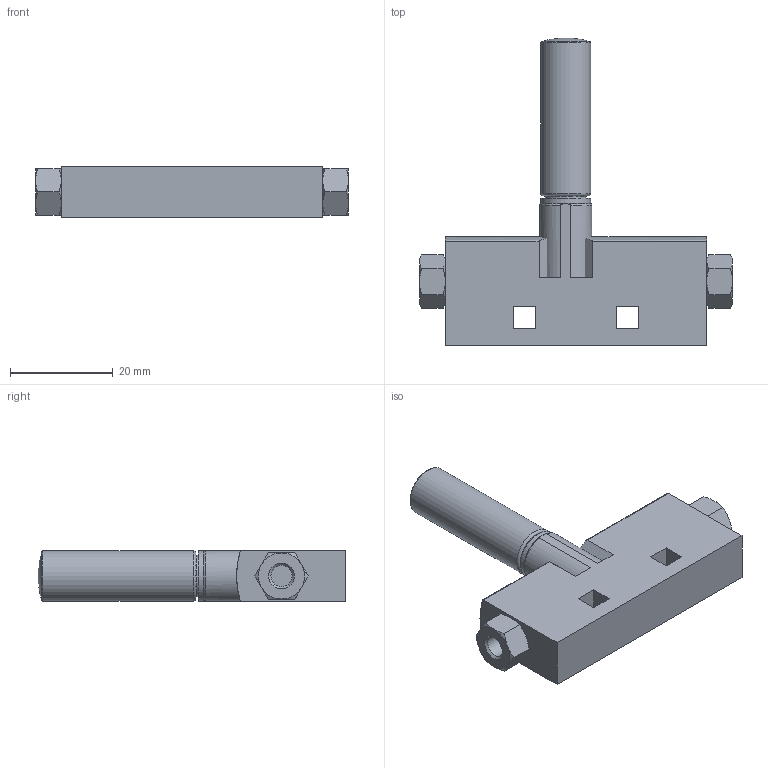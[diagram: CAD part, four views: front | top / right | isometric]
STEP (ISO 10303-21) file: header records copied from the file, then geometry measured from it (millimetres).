
FILE_DESCRIPTION(/* description */ ('STEP AP214'),/* implementation_level */ '2;1');
FILE_NAME(/* name */ '526113_VN-07-M-T2-PI2-VI2-RO1',/* time_stamp */ '2024-09-17T00:22:00+02:00',/* author */ ('License CC BY-ND 4.0'),/* organization */ ('CADENAS'),/* preprocessor_version */ 'ST-DEVELOPER v19.3',/* originating_system */ 'PARTsolutions',/* authorisation */ ' ');
FILE_SCHEMA (('AUTOMOTIVE_DESIGN {1 0 10303 214 3 1 1}'));
Length unit declared in the file: millimetre
Products named in the file (1): 526113 VN-07-M-T2-PI2-VI2-RO1
Bounding box: 61 x 59.9 x 10 mm (x, y, z)
Volume: 13753 mm3; surface area: 5534.3 mm2
Topology: 1 solids, 1 shells, 87 faces, 202 edges, 124 vertices
Faces by surface type: plane 41, cone 28, cylinder 13, torus 5
Full cylindrical faces by diameter (mm): 4.134 x2, 8 x1, 9.8 x2
Entity records: 3079 total; most frequent: CARTESIAN_POINT 576, ORIENTED_EDGE 374, DIRECTION 374, EDGE_CURVE 187, AXIS2_PLACEMENT_3D 151, VERTEX_POINT 123, EDGE_LOOP 112, FACE_BOUND 112
